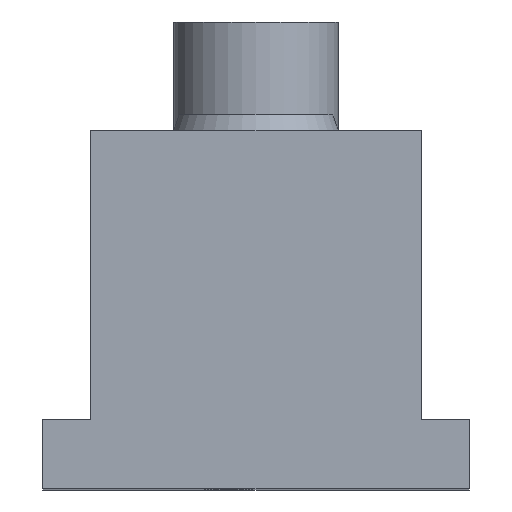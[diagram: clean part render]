
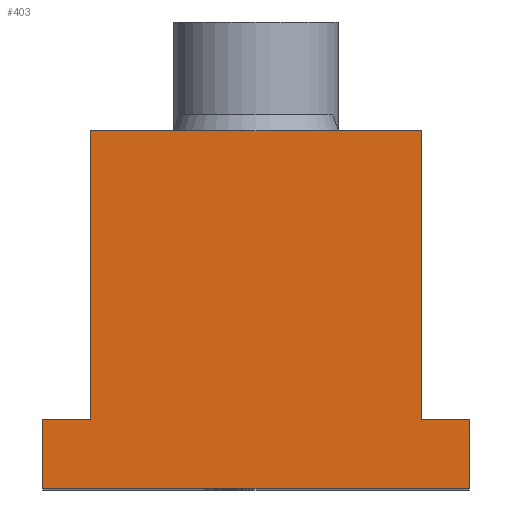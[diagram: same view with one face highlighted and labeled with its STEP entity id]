
A CAD part, top view. The second image highlights one B-rep face of the part: STEP entity #403.
In plain terms, the highlighted planar face has unit normal (0, 0, 1).
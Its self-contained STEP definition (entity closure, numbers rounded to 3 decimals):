
#16=LINE('',#617,#40);
#27=LINE('',#661,#51);
#30=LINE('',#666,#54);
#32=LINE('',#669,#56);
#33=LINE('',#673,#57);
#35=LINE('',#677,#59);
#37=LINE('',#681,#61);
#39=LINE('',#684,#63);
#40=VECTOR('',#507,10.);
#51=VECTOR('',#550,10.);
#54=VECTOR('',#555,10.);
#56=VECTOR('',#559,10.);
#57=VECTOR('',#564,10.);
#59=VECTOR('',#568,10.);
#61=VECTOR('',#572,10.);
#63=VECTOR('',#576,10.);
#88=PLANE('',#458);
#136=FACE_OUTER_BOUND('',#184,.T.);
#184=EDGE_LOOP('',(#360,#361,#362,#363,#364,#365,#366,#367));
#216=VERTEX_POINT('',#615);
#217=VERTEX_POINT('',#616);
#233=VERTEX_POINT('',#659);
#234=VERTEX_POINT('',#660);
#235=VERTEX_POINT('',#665);
#236=VERTEX_POINT('',#672);
#237=VERTEX_POINT('',#676);
#238=VERTEX_POINT('',#680);
#251=EDGE_CURVE('',#216,#217,#16,.T.);
#269=EDGE_CURVE('',#233,#234,#27,.T.);
#272=EDGE_CURVE('',#234,#235,#30,.T.);
#274=EDGE_CURVE('',#235,#216,#32,.T.);
#275=EDGE_CURVE('',#217,#236,#33,.T.);
#277=EDGE_CURVE('',#236,#237,#35,.T.);
#279=EDGE_CURVE('',#237,#238,#37,.T.);
#281=EDGE_CURVE('',#238,#233,#39,.T.);
#360=ORIENTED_EDGE('',*,*,#269,.F.);
#361=ORIENTED_EDGE('',*,*,#281,.F.);
#362=ORIENTED_EDGE('',*,*,#279,.F.);
#363=ORIENTED_EDGE('',*,*,#277,.F.);
#364=ORIENTED_EDGE('',*,*,#275,.F.);
#365=ORIENTED_EDGE('',*,*,#251,.F.);
#366=ORIENTED_EDGE('',*,*,#274,.F.);
#367=ORIENTED_EDGE('',*,*,#272,.F.);
#403=ADVANCED_FACE('',(#136),#88,.T.);
#458=AXIS2_PLACEMENT_3D('',#685,#577,#578);
#507=DIRECTION('',(1.,0.,0.));
#550=DIRECTION('',(0.,1.,0.));
#555=DIRECTION('',(1.,0.,0.));
#559=DIRECTION('',(0.,1.,0.));
#564=DIRECTION('',(0.,-1.,0.));
#568=DIRECTION('',(1.,0.,0.));
#572=DIRECTION('',(0.,-1.,0.));
#576=DIRECTION('',(-1.,0.,0.));
#577=DIRECTION('center_axis',(0.,0.,1.));
#578=DIRECTION('ref_axis',(1.,0.,0.));
#615=CARTESIAN_POINT('',(-6.,13.,15.));
#616=CARTESIAN_POINT('',(6.,13.,15.));
#617=CARTESIAN_POINT('',(6.,13.,15.));
#659=CARTESIAN_POINT('',(-7.75,0.,15.));
#660=CARTESIAN_POINT('',(-7.75,2.5,15.));
#661=CARTESIAN_POINT('',(-7.75,2.5,15.));
#665=CARTESIAN_POINT('',(-6.,2.5,15.));
#666=CARTESIAN_POINT('',(-6.,2.5,15.));
#669=CARTESIAN_POINT('',(-6.,13.,15.));
#672=CARTESIAN_POINT('',(6.,2.5,15.));
#673=CARTESIAN_POINT('',(6.,2.5,15.));
#676=CARTESIAN_POINT('',(7.75,2.5,15.));
#677=CARTESIAN_POINT('',(7.75,2.5,15.));
#680=CARTESIAN_POINT('',(7.75,0.,15.));
#681=CARTESIAN_POINT('',(7.75,0.,15.));
#684=CARTESIAN_POINT('',(-7.75,0.,15.));
#685=CARTESIAN_POINT('Origin',(0.,5.855,15.));
